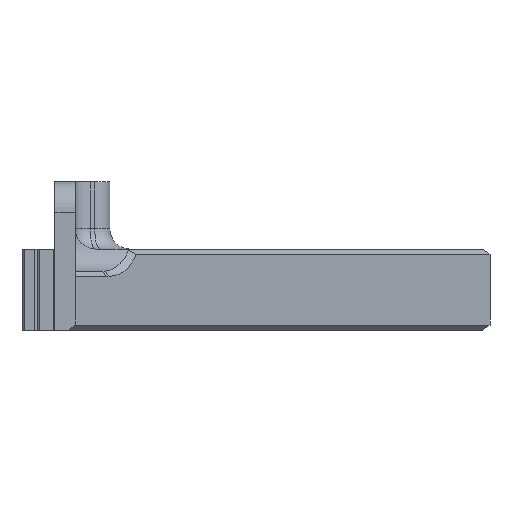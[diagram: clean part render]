
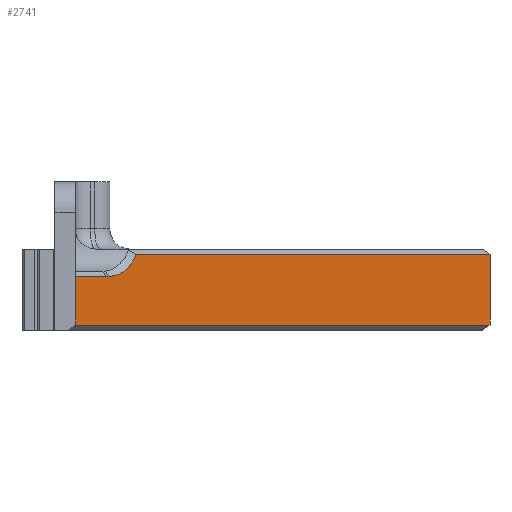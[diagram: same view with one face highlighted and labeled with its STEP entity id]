
A CAD part, left-side view. The second image highlights one B-rep face of the part: STEP entity #2741.
In plain terms, the highlighted planar face has unit normal (-0.643, -0.766, 0).
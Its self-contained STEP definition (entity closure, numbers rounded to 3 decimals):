
#136=PLANE('',#2903);
#265=FACE_OUTER_BOUND('',#424,.T.);
#424=EDGE_LOOP('',(#2234,#2235,#2236,#2237,#2238,#2239,#2240));
#648=LINE('',#4361,#956);
#673=LINE('',#4412,#981);
#678=LINE('',#4464,#986);
#684=LINE('',#4499,#992);
#685=LINE('',#4500,#993);
#956=VECTOR('',#3253,10.);
#981=VECTOR('',#3286,10.);
#986=VECTOR('',#3295,10.);
#992=VECTOR('',#3305,10.);
#993=VECTOR('',#3306,10.);
#1176=B_SPLINE_CURVE_WITH_KNOTS('',3,(#4454,#4455,#4456,#4457,#4458),
 .UNSPECIFIED.,.F.,.F.,(4,1,4),(-1.571,-0.874,-0.367),
 .UNSPECIFIED.);
#1177=B_SPLINE_CURVE_WITH_KNOTS('',3,(#4484,#4485,#4486,#4487),
 .UNSPECIFIED.,.F.,.F.,(4,4),(0.567,0.609),
 .UNSPECIFIED.);
#1313=VERTEX_POINT('',#4354);
#1316=VERTEX_POINT('',#4359);
#1337=VERTEX_POINT('',#4410);
#1338=VERTEX_POINT('',#4411);
#1343=VERTEX_POINT('',#4452);
#1344=VERTEX_POINT('',#4460);
#1346=VERTEX_POINT('',#4463);
#1629=EDGE_CURVE('',#1316,#1313,#648,.T.);
#1655=EDGE_CURVE('',#1337,#1338,#673,.T.);
#1662=EDGE_CURVE('',#1343,#1337,#1176,.T.);
#1664=EDGE_CURVE('',#1344,#1346,#678,.T.);
#1667=EDGE_CURVE('',#1346,#1343,#1177,.T.);
#1672=EDGE_CURVE('',#1338,#1316,#684,.T.);
#1673=EDGE_CURVE('',#1313,#1344,#685,.T.);
#2234=ORIENTED_EDGE('',*,*,#1629,.F.);
#2235=ORIENTED_EDGE('',*,*,#1672,.F.);
#2236=ORIENTED_EDGE('',*,*,#1655,.F.);
#2237=ORIENTED_EDGE('',*,*,#1662,.F.);
#2238=ORIENTED_EDGE('',*,*,#1667,.F.);
#2239=ORIENTED_EDGE('',*,*,#1664,.F.);
#2240=ORIENTED_EDGE('',*,*,#1673,.F.);
#2741=ADVANCED_FACE('',(#265),#136,.T.);
#2903=AXIS2_PLACEMENT_3D('',#4498,#3303,#3304);
#3253=DIRECTION('',(-0.766,0.643,0.));
#3286=DIRECTION('',(0.766,-0.643,0.));
#3295=DIRECTION('',(0.766,-0.643,0.));
#3303=DIRECTION('center_axis',(-0.643,-0.766,0.));
#3304=DIRECTION('ref_axis',(0.766,-0.643,0.));
#3305=DIRECTION('',(0.,0.,-1.));
#3306=DIRECTION('',(0.,0.,1.));
#4354=CARTESIAN_POINT('',(-63.016,-5.538,0.862));
#4359=CARTESIAN_POINT('',(-14.261,-46.448,0.862));
#4361=CARTESIAN_POINT('',(-50.169,-16.317,0.862));
#4410=CARTESIAN_POINT('',(-55.873,-11.531,7.862));
#4411=CARTESIAN_POINT('',(-14.261,-46.448,7.862));
#4412=CARTESIAN_POINT('',(-60.818,-7.382,7.862));
#4452=CARTESIAN_POINT('',(-59.016,-8.894,5.662));
#4454=CARTESIAN_POINT('Ctrl Pts',(-59.016,-8.894,5.662));
#4455=CARTESIAN_POINT('Ctrl Pts',(-58.251,-9.536,5.662));
#4456=CARTESIAN_POINT('Ctrl Pts',(-56.932,-10.642,6.134));
#4457=CARTESIAN_POINT('Ctrl Pts',(-56.09,-11.349,7.298));
#4458=CARTESIAN_POINT('Ctrl Pts',(-55.873,-11.531,7.862));
#4460=CARTESIAN_POINT('',(-63.016,-5.538,5.662));
#4463=CARTESIAN_POINT('',(-59.337,-8.624,5.662));
#4464=CARTESIAN_POINT('',(-63.681,-4.98,5.662));
#4484=CARTESIAN_POINT('Ctrl Pts',(-59.337,-8.624,5.662));
#4485=CARTESIAN_POINT('Ctrl Pts',(-59.23,-8.714,5.662));
#4486=CARTESIAN_POINT('Ctrl Pts',(-59.123,-8.804,5.662));
#4487=CARTESIAN_POINT('Ctrl Pts',(-59.016,-8.894,5.662));
#4498=CARTESIAN_POINT('Origin',(-63.016,-5.538,0.362));
#4499=CARTESIAN_POINT('',(-14.261,-46.448,8.362));
#4500=CARTESIAN_POINT('',(-63.016,-5.538,5.312));
